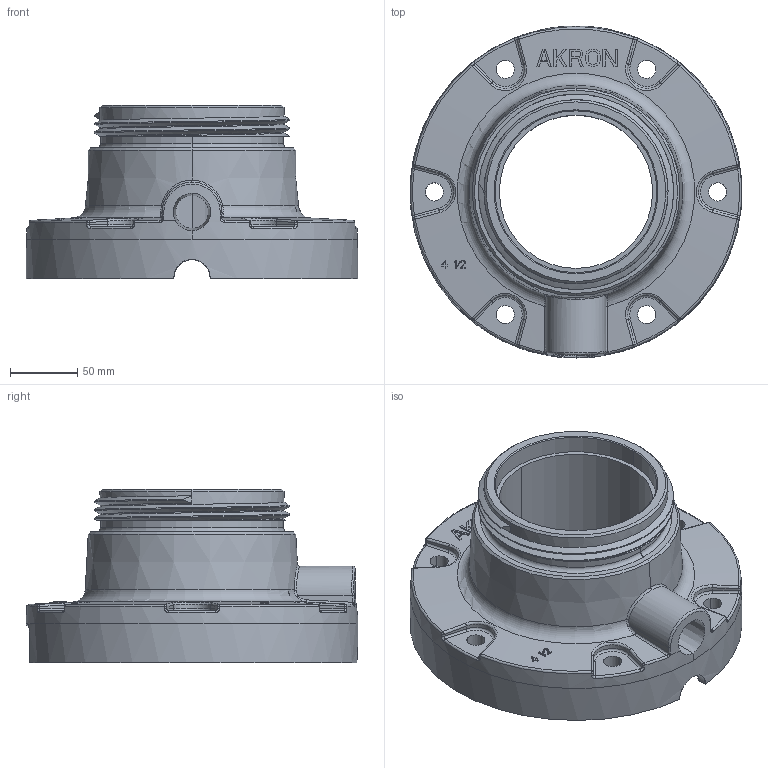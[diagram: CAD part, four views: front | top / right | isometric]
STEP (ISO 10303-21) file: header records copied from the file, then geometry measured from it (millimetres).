
FILE_DESCRIPTION((''),'2;1');
FILE_NAME('D32047','2016-07-08T',('sobri'),(''),'CREO PARAMETRIC BY PTC INC, 2015290','CREO PARAMETRIC BY PTC INC, 2015290','');
FILE_SCHEMA(('CONFIG_CONTROL_DESIGN'));
Length unit declared in the file: inch
Products named in the file (1): D32047
Bounding box: 247.35 x 247.49 x 129.11 mm (x, y, z)
Volume: 1419361.9 mm3; surface area: 211583.3 mm2
Topology: 1 solids, 1 shells, 402 faces, 1046 edges, 655 vertices
Faces by surface type: plane 193, bspline 95, cylinder 54, cone 30, torus 30
Entity records: 17286 total; most frequent: CARTESIAN_POINT 8592, ORIENTED_EDGE 2092, DIRECTION 1399, EDGE_CURVE 1046, VERTEX_POINT 655, AXIS2_PLACEMENT_3D 560, B_SPLINE_CURVE_WITH_KNOTS 514, EDGE_LOOP 427
